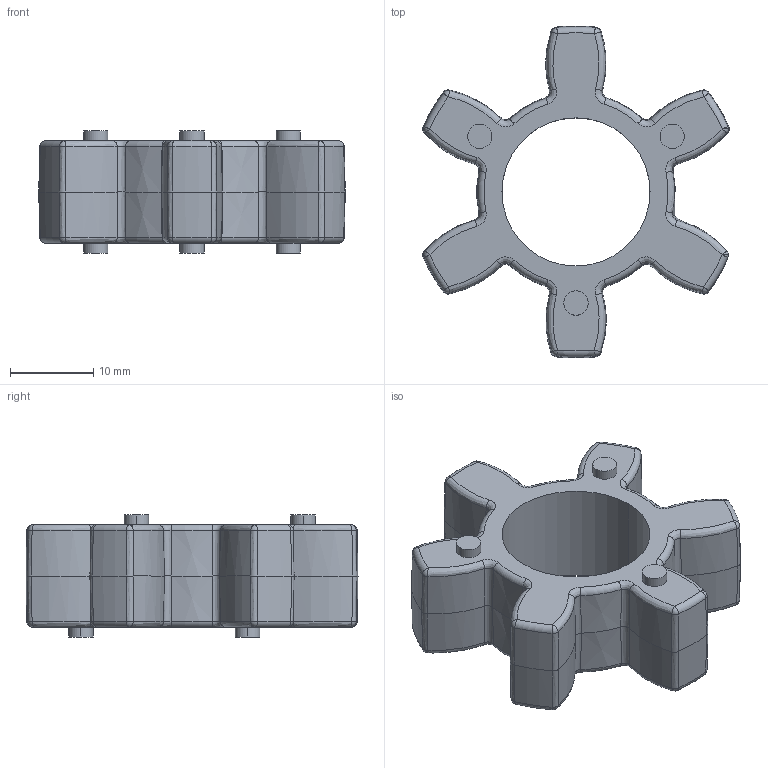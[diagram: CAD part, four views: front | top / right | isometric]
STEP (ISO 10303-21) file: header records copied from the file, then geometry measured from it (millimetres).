
FILE_DESCRIPTION (( 'STEP AP214' ), '1' );
FILE_NAME ('DC-JS40-80A.STEP', '2015-12-01T20:26:26', ( '' ), ( '' ), 'SwSTEP 2.0', 'SolidWorks 2015', '' );
FILE_SCHEMA (( 'AUTOMOTIVE_DESIGN' ));
Length unit declared in the file: millimetre
Products named in the file (1): DC-JS40-80A
Bounding box: 36.78 x 39.85 x 14.66 mm (x, y, z)
Volume: 6393.6 mm3; surface area: 3734.5 mm2
Topology: 1 solids, 1 shells, 218 faces, 460 edges, 246 vertices
Faces by surface type: bspline 128, sphere 28, cone 20, torus 20, cylinder 14, plane 8
Entity records: 9427 total; most frequent: CARTESIAN_POINT 5612, ORIENTED_EDGE 912, DIRECTION 608, EDGE_CURVE 456, AXIS2_PLACEMENT_3D 297, VERTEX_POINT 246, B_SPLINE_CURVE_WITH_KNOTS 236, EDGE_LOOP 226
